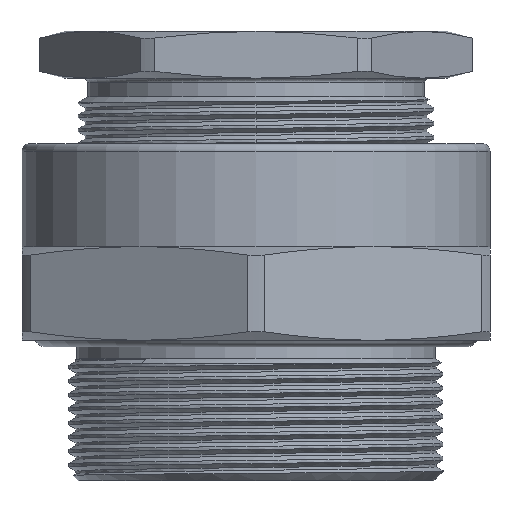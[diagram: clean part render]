
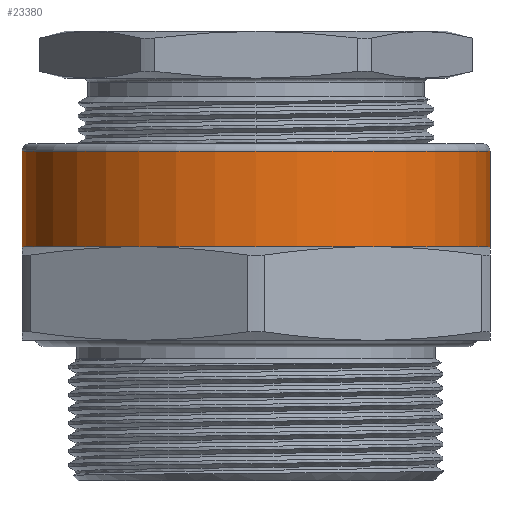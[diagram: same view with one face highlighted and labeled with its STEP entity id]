
A CAD part, front view. The second image highlights one B-rep face of the part: STEP entity #23380.
In plain terms, the highlighted cylindrical face has radius 25 mm (diameter 50 mm), a full revolution.
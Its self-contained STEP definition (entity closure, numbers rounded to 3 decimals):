
#22625=CARTESIAN_POINT('',(-25.,-0.,25.));
#22626=VERTEX_POINT('',#22625);
#22703=CARTESIAN_POINT('',(-12.5,-21.651,25.));
#22704=VERTEX_POINT('',#22703);
#22775=CARTESIAN_POINT('',(12.5,-21.651,25.));
#22776=VERTEX_POINT('',#22775);
#22847=CARTESIAN_POINT('',(25.,0.,25.));
#22848=VERTEX_POINT('',#22847);
#22925=CARTESIAN_POINT('',(12.5,21.651,25.));
#22926=VERTEX_POINT('',#22925);
#22997=CARTESIAN_POINT('',(-12.5,21.651,25.));
#22998=VERTEX_POINT('',#22997);
#23067=CARTESIAN_POINT('',(0.,0.,25.));
#23068=DIRECTION('',(-0.,0.,-1.));
#23069=DIRECTION('',(-1.,0.,0.));
#23070=AXIS2_PLACEMENT_3D('',#23067,#23068,#23069);
#23071=CIRCLE('',#23070,25.);
#23072=EDGE_CURVE('',#22848,#22776,#23071,.T.);
#23091=CARTESIAN_POINT('',(0.,0.,25.));
#23092=DIRECTION('',(-0.,0.,-1.));
#23093=DIRECTION('',(-1.,0.,0.));
#23094=AXIS2_PLACEMENT_3D('',#23091,#23092,#23093);
#23095=CIRCLE('',#23094,25.);
#23096=EDGE_CURVE('',#22776,#22704,#23095,.T.);
#23115=CARTESIAN_POINT('',(0.,0.,25.));
#23116=DIRECTION('',(-0.,0.,-1.));
#23117=DIRECTION('',(-1.,0.,0.));
#23118=AXIS2_PLACEMENT_3D('',#23115,#23116,#23117);
#23119=CIRCLE('',#23118,25.);
#23120=EDGE_CURVE('',#22704,#22626,#23119,.T.);
#23139=CARTESIAN_POINT('',(0.,0.,25.));
#23140=DIRECTION('',(-0.,0.,-1.));
#23141=DIRECTION('',(-1.,0.,0.));
#23142=AXIS2_PLACEMENT_3D('',#23139,#23140,#23141);
#23143=CIRCLE('',#23142,25.);
#23144=EDGE_CURVE('',#22926,#22848,#23143,.T.);
#23163=CARTESIAN_POINT('',(0.,0.,25.));
#23164=DIRECTION('',(-0.,0.,-1.));
#23165=DIRECTION('',(-1.,0.,0.));
#23166=AXIS2_PLACEMENT_3D('',#23163,#23164,#23165);
#23167=CIRCLE('',#23166,25.);
#23168=EDGE_CURVE('',#22626,#22998,#23167,.T.);
#23187=CARTESIAN_POINT('',(0.,0.,25.));
#23188=DIRECTION('',(-0.,0.,-1.));
#23189=DIRECTION('',(-1.,0.,0.));
#23190=AXIS2_PLACEMENT_3D('',#23187,#23188,#23189);
#23191=CIRCLE('',#23190,25.);
#23192=EDGE_CURVE('',#22998,#22926,#23191,.T.);
#23342=CARTESIAN_POINT('',(0.,0.,0.));
#23343=DIRECTION('',(-0.,0.,-1.));
#23344=DIRECTION('',(-1.,0.,0.));
#23345=AXIS2_PLACEMENT_3D('',#23342,#23343,#23344);
#23346=CYLINDRICAL_SURFACE('',#23345,25.);
#23347=CARTESIAN_POINT('',(-25.,0.,35.2));
#23348=VERTEX_POINT('',#23347);
#23349=CARTESIAN_POINT('',(-25.,0.,25.));
#23350=DIRECTION('',(0.,-0.,1.));
#23351=VECTOR('',#23350,10.2);
#23352=LINE('',#23349,#23351);
#23353=EDGE_CURVE('',#22626,#23348,#23352,.T.);
#23354=ORIENTED_EDGE('',*,*,#23353,.T.);
#23355=CARTESIAN_POINT('',(25.,-0.,35.2));
#23356=VERTEX_POINT('',#23355);
#23357=CARTESIAN_POINT('',(0.,0.,35.2));
#23358=DIRECTION('',(-0.,-0.,-1.));
#23359=DIRECTION('',(1.,0.,-0.));
#23360=AXIS2_PLACEMENT_3D('',#23357,#23358,#23359);
#23361=CIRCLE('',#23360,25.);
#23362=EDGE_CURVE('',#23348,#23356,#23361,.T.);
#23363=ORIENTED_EDGE('',*,*,#23362,.T.);
#23364=CARTESIAN_POINT('',(0.,0.,35.2));
#23365=DIRECTION('',(-0.,-0.,-1.));
#23366=DIRECTION('',(1.,0.,-0.));
#23367=AXIS2_PLACEMENT_3D('',#23364,#23365,#23366);
#23368=CIRCLE('',#23367,25.);
#23369=EDGE_CURVE('',#23356,#23348,#23368,.T.);
#23370=ORIENTED_EDGE('',*,*,#23369,.T.);
#23371=ORIENTED_EDGE('',*,*,#23353,.F.);
#23372=ORIENTED_EDGE('',*,*,#23120,.F.);
#23373=ORIENTED_EDGE('',*,*,#23096,.F.);
#23374=ORIENTED_EDGE('',*,*,#23072,.F.);
#23375=ORIENTED_EDGE('',*,*,#23144,.F.);
#23376=ORIENTED_EDGE('',*,*,#23192,.F.);
#23377=ORIENTED_EDGE('',*,*,#23168,.F.);
#23378=EDGE_LOOP('',(#23354,#23363,#23370,#23371,#23372,#23373,#23374,#23375,#23376,#23377));
#23379=FACE_BOUND('',#23378,.T.);
#23380=ADVANCED_FACE('',(#23379),#23346,.T.);
